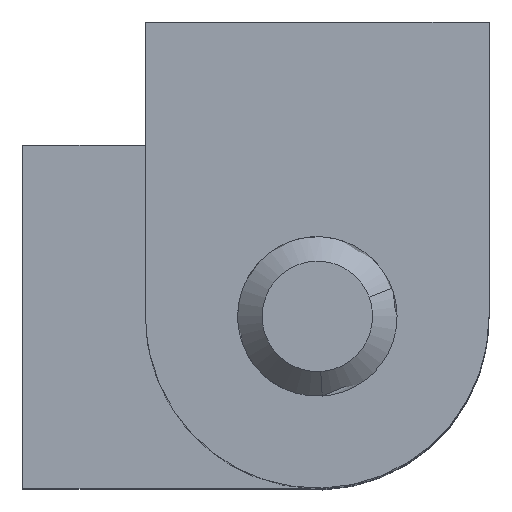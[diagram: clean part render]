
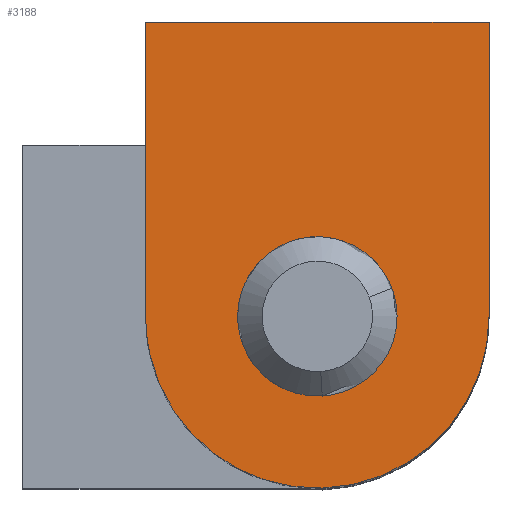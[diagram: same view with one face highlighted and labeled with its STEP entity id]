
A CAD part, top view. The second image highlights one B-rep face of the part: STEP entity #3188.
In plain terms, the highlighted free-form (B-spline) face has degree [1, 1] with [2, 2] control points.
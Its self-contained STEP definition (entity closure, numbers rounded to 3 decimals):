
#2832=CARTESIAN_POINT('',(0.198,-3.244,45.));
#2833=VERTEX_POINT('',#2832);
#2839=CARTESIAN_POINT('',(3.25,0.0,45.));
#2840=VERTEX_POINT('',#2839);
#2841=CARTESIAN_POINT('',(3.25,0.0,45.));
#2842=CARTESIAN_POINT('',(3.25,-3.057,45.));
#2843=CARTESIAN_POINT('',(0.198,-3.244,45.));
#2851=(BOUNDED_CURVE()B_SPLINE_CURVE(2,(#2841,#2842,#2843),.UNSPECIFIED.,.F.,.U.)B_SPLINE_CURVE_WITH_KNOTS((3,3),(0.0,0.239),.UNSPECIFIED.)CURVE()GEOMETRIC_REPRESENTATION_ITEM()RATIONAL_B_SPLINE_CURVE((1.0,0.72,0.976))REPRESENTATION_ITEM(''));
#2852=EDGE_CURVE('',#2840,#2833,#2851,.T.);
#2854=CARTESIAN_POINT('',(-3.25,0.0,45.));
#2855=VERTEX_POINT('',#2854);
#2856=CARTESIAN_POINT('',(-3.25,0.0,45.));
#2857=CARTESIAN_POINT('',(-3.25,3.25,45.));
#2858=CARTESIAN_POINT('',(0.0,3.25,45.));
#2859=CARTESIAN_POINT('',(3.25,3.25,45.));
#2860=CARTESIAN_POINT('',(3.25,0.0,45.));
#2868=(BOUNDED_CURVE()B_SPLINE_CURVE(2,(#2856,#2857,#2858,#2859,#2860),.UNSPECIFIED.,.F.,.U.)B_SPLINE_CURVE_WITH_KNOTS((3,2,3),(0.5,0.75,1.0),.UNSPECIFIED.)CURVE()GEOMETRIC_REPRESENTATION_ITEM()RATIONAL_B_SPLINE_CURVE((1.0,0.707,1.0,0.707,1.0))REPRESENTATION_ITEM(''));
#2869=EDGE_CURVE('',#2855,#2840,#2868,.T.);
#2871=CARTESIAN_POINT('',(-3.042,-1.143,45.));
#2872=VERTEX_POINT('',#2871);
#2873=CARTESIAN_POINT('',(-3.042,-1.143,45.));
#2874=CARTESIAN_POINT('',(-3.25,-0.59,45.));
#2875=CARTESIAN_POINT('',(-3.25,0.0,45.));
#2883=(BOUNDED_CURVE()B_SPLINE_CURVE(2,(#2873,#2874,#2875),.UNSPECIFIED.,.F.,.U.)B_SPLINE_CURVE_WITH_KNOTS((3,3),(0.44,0.5),.UNSPECIFIED.)CURVE()GEOMETRIC_REPRESENTATION_ITEM()RATIONAL_B_SPLINE_CURVE((0.893,0.93,1.0))REPRESENTATION_ITEM(''));
#2884=EDGE_CURVE('',#2872,#2855,#2883,.T.);
#2934=CARTESIAN_POINT('',(0.198,-3.244,45.));
#2935=CARTESIAN_POINT('',(0.099,-3.25,45.));
#2936=CARTESIAN_POINT('',(0.0,-3.25,45.));
#2937=CARTESIAN_POINT('',(-2.251,-3.25,45.));
#2938=CARTESIAN_POINT('',(-3.042,-1.143,45.));
#2946=(BOUNDED_CURVE()B_SPLINE_CURVE(2,(#2934,#2935,#2936,#2937,#2938),.UNSPECIFIED.,.F.,.U.)B_SPLINE_CURVE_WITH_KNOTS((3,2,3),(0.239,0.25,0.44),.UNSPECIFIED.)CURVE()GEOMETRIC_REPRESENTATION_ITEM()RATIONAL_B_SPLINE_CURVE((0.976,0.988,1.0,0.777,0.893))REPRESENTATION_ITEM(''));
#2947=EDGE_CURVE('',#2833,#2872,#2946,.T.);
#3135=CARTESIAN_POINT('',(-7.699,-7.949,45.));
#3136=CARTESIAN_POINT('',(7.699,-7.949,45.));
#3137=CARTESIAN_POINT('',(-7.699,12.949,45.));
#3138=CARTESIAN_POINT('',(7.699,12.949,45.));
#3139=B_SPLINE_SURFACE_WITH_KNOTS('',1,1,((#3135,#3137),(#3136,#3138)),.UNSPECIFIED.,.F.,.F.,.U.,(2,2),(2,2),(0.0,15.399),(0.0,20.898),.UNSPECIFIED.);
#3140=CARTESIAN_POINT('',(7.,0.,45.));
#3141=VERTEX_POINT('',#3140);
#3142=CARTESIAN_POINT('',(-7.,0.0,45.));
#3143=VERTEX_POINT('',#3142);
#3144=CARTESIAN_POINT('',(7.,0.,45.));
#3145=CARTESIAN_POINT('',(7.,-4.041,45.));
#3146=CARTESIAN_POINT('',(3.5,-6.062,45.));
#3147=CARTESIAN_POINT('',(0.,-8.083,45.));
#3148=CARTESIAN_POINT('',(-3.5,-6.062,45.));
#3149=CARTESIAN_POINT('',(-7.,-4.041,45.));
#3150=CARTESIAN_POINT('',(-7.,0.0,45.));
#3158=(BOUNDED_CURVE()B_SPLINE_CURVE(2,(#3144,#3145,#3146,#3147,#3148,#3149,#3150),.UNSPECIFIED.,.F.,.U.)B_SPLINE_CURVE_WITH_KNOTS((3,2,2,3),(0.0,0.333,0.667,1.0),.UNSPECIFIED.)CURVE()GEOMETRIC_REPRESENTATION_ITEM()RATIONAL_B_SPLINE_CURVE((1.0,0.866,1.0,0.866,1.0,0.866,1.0))REPRESENTATION_ITEM(''));
#3159=EDGE_CURVE('',#3141,#3143,#3158,.T.);
#3160=ORIENTED_EDGE('',*,*,#3159,.F.);
#3161=CARTESIAN_POINT('',(7.,12.,45.));
#3162=VERTEX_POINT('',#3161);
#3163=CARTESIAN_POINT('',(7.,12.,45.));
#3164=CARTESIAN_POINT('',(7.,0.,45.));
#3165=QUASI_UNIFORM_CURVE('',1,(#3163,#3164),.UNSPECIFIED.,.F.,.U.);
#3166=EDGE_CURVE('',#3162,#3141,#3165,.T.);
#3167=ORIENTED_EDGE('',*,*,#3166,.F.);
#3168=CARTESIAN_POINT('',(-7.,12.,45.));
#3169=VERTEX_POINT('',#3168);
#3170=CARTESIAN_POINT('',(-7.,12.,45.));
#3171=CARTESIAN_POINT('',(7.,12.,45.));
#3172=QUASI_UNIFORM_CURVE('',1,(#3170,#3171),.UNSPECIFIED.,.F.,.U.);
#3173=EDGE_CURVE('',#3169,#3162,#3172,.T.);
#3174=ORIENTED_EDGE('',*,*,#3173,.F.);
#3175=CARTESIAN_POINT('',(-7.,0.0,45.));
#3176=CARTESIAN_POINT('',(-7.,12.,45.));
#3177=QUASI_UNIFORM_CURVE('',1,(#3175,#3176),.UNSPECIFIED.,.F.,.U.);
#3178=EDGE_CURVE('',#3143,#3169,#3177,.T.);
#3179=ORIENTED_EDGE('',*,*,#3178,.F.);
#3180=EDGE_LOOP('',(#3160,#3167,#3174,#3179));
#3181=FACE_OUTER_BOUND('',#3180,.T.);
#3182=ORIENTED_EDGE('',*,*,#2869,.T.);
#3183=ORIENTED_EDGE('',*,*,#2852,.T.);
#3184=ORIENTED_EDGE('',*,*,#2947,.T.);
#3185=ORIENTED_EDGE('',*,*,#2884,.T.);
#3186=EDGE_LOOP('',(#3182,#3183,#3184,#3185));
#3187=FACE_BOUND('',#3186,.T.);
#3188=ADVANCED_FACE('',(#3181,#3187),#3139,.T.);
